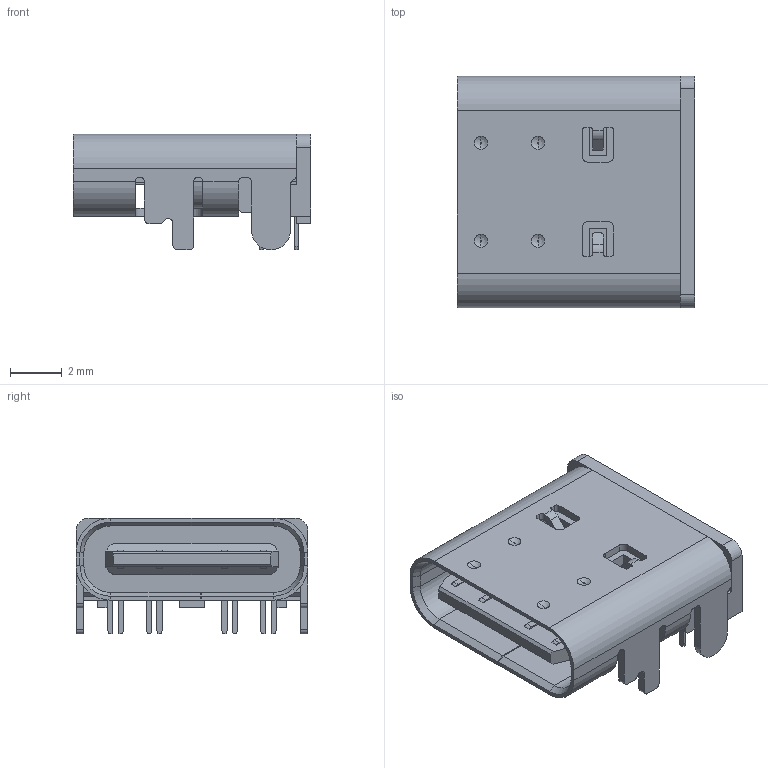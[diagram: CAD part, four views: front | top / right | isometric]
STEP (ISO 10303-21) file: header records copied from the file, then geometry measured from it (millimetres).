
FILE_DESCRIPTION(('FreeCAD Model'),'2;1');
FILE_NAME('Open CASCADE Shape Model','2021-09-22T23:22:15',( 'kicad StepUp'),('ksu MCAD'),'Open CASCADE STEP processor 7.4', 'FreeCAD','Unknown');
FILE_SCHEMA(('AUTOMOTIVE_DESIGN { 1 0 10303 214 1 1 1 1 }'));
Length unit declared in the file: millimetre
Products named in the file (1): UJC-HP-G-SMT-TR
Bounding box: 9.17 x 8.94 x 4.46 mm (x, y, z)
Volume: 168.6 mm3; surface area: 580.9 mm2
Topology: 18 solids, 18 shells, 484 faces, 1236 edges, 794 vertices
Faces by surface type: plane 363, cylinder 109, revolution 8, cone 4
Entity records: 18038 total; most frequent: CARTESIAN_POINT 2575, ORIENTED_EDGE 2472, DIRECTION 2436, EDGE_CURVE 1236, LINE 990, VECTOR 990, VERTEX_POINT 794, AXIS2_PLACEMENT_3D 719
